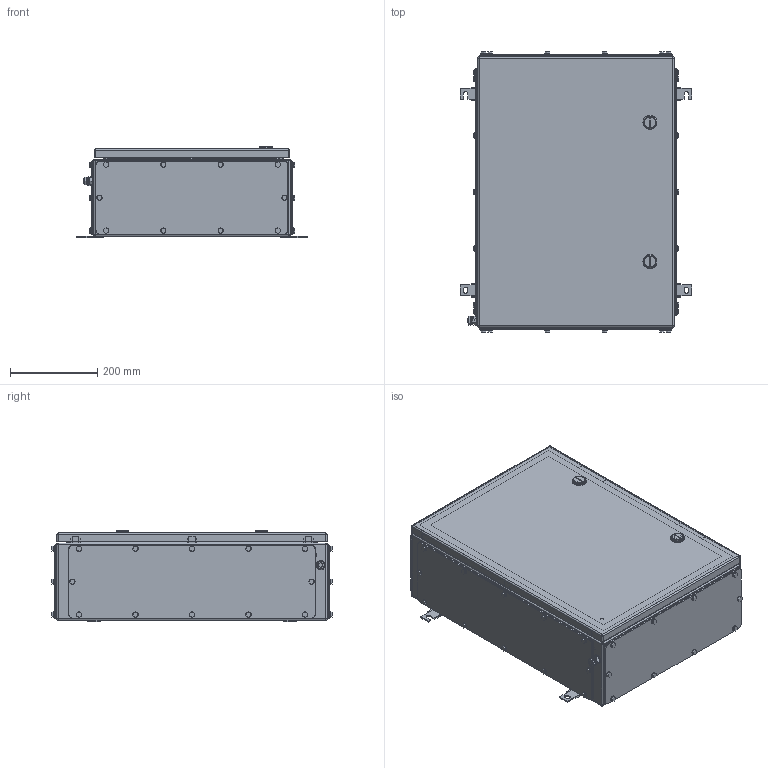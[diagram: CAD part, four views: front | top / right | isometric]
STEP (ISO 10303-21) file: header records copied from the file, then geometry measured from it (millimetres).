
FILE_DESCRIPTION(('CATIA V5 STEP Exchange','CAx-IF Rec.Pracs.--- Model Styling and Organization---1.4--- 2014-01-23'),'2;1');
FILE_NAME ('008848-8_3_1200760000_1200760000.stp','2019-09-23T09:19:25+00:00',('none'),('Weidmueller'),'CATIA Version 5-6 Release 2016 SP3 HF44','CATIA V5 STEP AP214','none');
FILE_SCHEMA(('AUTOMOTIVE_DESIGN { 1 0 10303 214 1 1 1 1 }'));
Products named in the file (1): ZUB_KTB_QL_624520_4GP
Bounding box: 531 x 642 x 209.8 mm (x, y, z)
Volume: 2761061.1 mm3; surface area: 2749062.2 mm2
Topology: 149 solids, 151 shells, 2931 faces, 6704 edges, 4226 vertices
Faces by surface type: cylinder 1360, plane 1233, cone 284, sphere 24, torus 22, bspline 8
Entity records: 79685 total; most frequent: CARTESIAN_POINT 17696, ORIENTED_EDGE 13152, DIRECTION 10381, EDGE_CURVE 6576, AXIS2_PLACEMENT_3D 4606, VERTEX_POINT 4226, VECTOR 3616, LINE 3616
